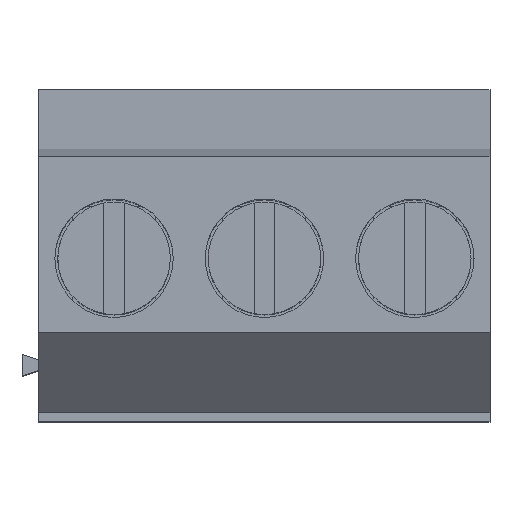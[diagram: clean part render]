
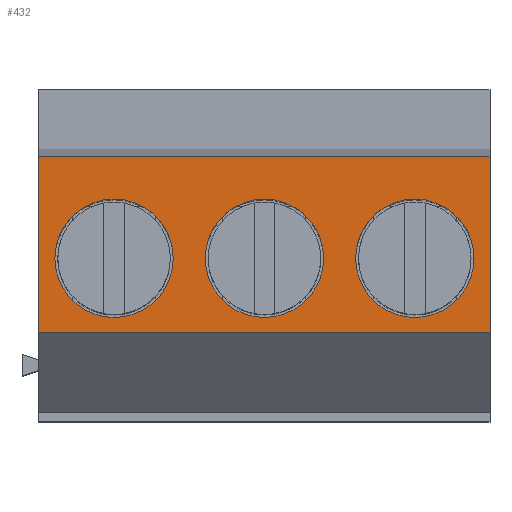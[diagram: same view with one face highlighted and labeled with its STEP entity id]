
A CAD part, top view. The second image highlights one B-rep face of the part: STEP entity #432.
In plain terms, the highlighted planar face has unit normal (0, 0, 1).
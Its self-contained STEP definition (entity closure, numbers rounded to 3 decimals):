
#22 = VERTEX_POINT('',#23);
#23 = CARTESIAN_POINT('',(-2.54,-2.283,18.));
#32 = PLANE('',#33);
#33 = AXIS2_PLACEMENT_3D('',#34,#35,#36);
#34 = CARTESIAN_POINT('',(-2.54,0.317,9.));
#35 = DIRECTION('',(1.,0.,0.));
#36 = DIRECTION('',(0.,0.,1.));
#44 = PLANE('',#45);
#45 = AXIS2_PLACEMENT_3D('',#46,#47,#48);
#46 = CARTESIAN_POINT('',(-2.54,-2.283,18.));
#47 = DIRECTION('',(0.,0.917,-0.399));
#48 = DIRECTION('',(0.,-0.399,-0.917));
#304 = VERTEX_POINT('',#305);
#305 = CARTESIAN_POINT('',(-2.54,3.644,18.));
#319 = PLANE('',#320);
#320 = AXIS2_PLACEMENT_3D('',#321,#322,#323);
#321 = CARTESIAN_POINT('',(-2.54,3.644,18.));
#322 = DIRECTION('',(0.,0.999,0.034));
#323 = DIRECTION('',(0.,0.034,-0.999));
#331 = EDGE_CURVE('',#304,#22,#332,.T.);
#332 = SURFACE_CURVE('',#333,(#337,#344),.PCURVE_S1.);
#333 = LINE('',#334,#335);
#334 = CARTESIAN_POINT('',(-2.54,5.917,18.));
#335 = VECTOR('',#336,1.);
#336 = DIRECTION('',(0.,-1.,0.));
#337 = PCURVE('',#32,#338);
#338 = DEFINITIONAL_REPRESENTATION('',(#339),#343);
#339 = LINE('',#340,#341);
#340 = CARTESIAN_POINT('',(9.,-5.6));
#341 = VECTOR('',#342,1.);
#342 = DIRECTION('',(0.,1.));
#343 = ( GEOMETRIC_REPRESENTATION_CONTEXT(2)
PARAMETRIC_REPRESENTATION_CONTEXT() REPRESENTATION_CONTEXT('2D SPACE',''
) );
#344 = PCURVE('',#345,#350);
#345 = PLANE('',#346);
#346 = AXIS2_PLACEMENT_3D('',#347,#348,#349);
#347 = CARTESIAN_POINT('',(-2.54,5.917,18.));
#348 = DIRECTION('',(0.,0.,-1.));
#349 = DIRECTION('',(0.,-1.,0.));
#350 = DEFINITIONAL_REPRESENTATION('',(#351),#355);
#351 = LINE('',#352,#353);
#352 = CARTESIAN_POINT('',(0.,-0.));
#353 = VECTOR('',#354,1.);
#354 = DIRECTION('',(1.,0.));
#355 = ( GEOMETRIC_REPRESENTATION_CONTEXT(2)
PARAMETRIC_REPRESENTATION_CONTEXT() REPRESENTATION_CONTEXT('2D SPACE',''
) );
#360 = EDGE_CURVE('',#22,#361,#363,.T.);
#361 = VERTEX_POINT('',#362);
#362 = CARTESIAN_POINT('',(12.7,-2.283,18.));
#363 = SURFACE_CURVE('',#364,(#368,#375),.PCURVE_S1.);
#364 = LINE('',#365,#366);
#365 = CARTESIAN_POINT('',(-2.54,-2.283,18.));
#366 = VECTOR('',#367,1.);
#367 = DIRECTION('',(1.,0.,0.));
#368 = PCURVE('',#44,#369);
#369 = DEFINITIONAL_REPRESENTATION('',(#370),#374);
#370 = LINE('',#371,#372);
#371 = CARTESIAN_POINT('',(0.,0.));
#372 = VECTOR('',#373,1.);
#373 = DIRECTION('',(0.,-1.));
#374 = ( GEOMETRIC_REPRESENTATION_CONTEXT(2)
PARAMETRIC_REPRESENTATION_CONTEXT() REPRESENTATION_CONTEXT('2D SPACE',''
) );
#375 = PCURVE('',#345,#376);
#376 = DEFINITIONAL_REPRESENTATION('',(#377),#381);
#377 = LINE('',#378,#379);
#378 = CARTESIAN_POINT('',(8.2,0.));
#379 = VECTOR('',#380,1.);
#380 = DIRECTION('',(0.,-1.));
#381 = ( GEOMETRIC_REPRESENTATION_CONTEXT(2)
PARAMETRIC_REPRESENTATION_CONTEXT() REPRESENTATION_CONTEXT('2D SPACE',''
) );
#399 = PLANE('',#400);
#400 = AXIS2_PLACEMENT_3D('',#401,#402,#403);
#401 = CARTESIAN_POINT('',(12.7,0.317,9.));
#402 = DIRECTION('',(1.,0.,0.));
#403 = DIRECTION('',(0.,0.,1.));
#432 = ADVANCED_FACE('',(#433,#481,#516,#551),#345,.F.);
#433 = FACE_BOUND('',#434,.F.);
#434 = EDGE_LOOP('',(#435,#436,#459,#480));
#435 = ORIENTED_EDGE('',*,*,#331,.F.);
#436 = ORIENTED_EDGE('',*,*,#437,.T.);
#437 = EDGE_CURVE('',#304,#438,#440,.T.);
#438 = VERTEX_POINT('',#439);
#439 = CARTESIAN_POINT('',(12.7,3.644,18.));
#440 = SURFACE_CURVE('',#441,(#445,#452),.PCURVE_S1.);
#441 = LINE('',#442,#443);
#442 = CARTESIAN_POINT('',(-2.54,3.644,18.));
#443 = VECTOR('',#444,1.);
#444 = DIRECTION('',(1.,0.,0.));
#445 = PCURVE('',#345,#446);
#446 = DEFINITIONAL_REPRESENTATION('',(#447),#451);
#447 = LINE('',#448,#449);
#448 = CARTESIAN_POINT('',(2.273,0.));
#449 = VECTOR('',#450,1.);
#450 = DIRECTION('',(0.,-1.));
#451 = ( GEOMETRIC_REPRESENTATION_CONTEXT(2)
PARAMETRIC_REPRESENTATION_CONTEXT() REPRESENTATION_CONTEXT('2D SPACE',''
) );
#452 = PCURVE('',#319,#453);
#453 = DEFINITIONAL_REPRESENTATION('',(#454),#458);
#454 = LINE('',#455,#456);
#455 = CARTESIAN_POINT('',(0.,0.));
#456 = VECTOR('',#457,1.);
#457 = DIRECTION('',(0.,-1.));
#458 = ( GEOMETRIC_REPRESENTATION_CONTEXT(2)
PARAMETRIC_REPRESENTATION_CONTEXT() REPRESENTATION_CONTEXT('2D SPACE',''
) );
#459 = ORIENTED_EDGE('',*,*,#460,.T.);
#460 = EDGE_CURVE('',#438,#361,#461,.T.);
#461 = SURFACE_CURVE('',#462,(#466,#473),.PCURVE_S1.);
#462 = LINE('',#463,#464);
#463 = CARTESIAN_POINT('',(12.7,5.917,18.));
#464 = VECTOR('',#465,1.);
#465 = DIRECTION('',(0.,-1.,0.));
#466 = PCURVE('',#345,#467);
#467 = DEFINITIONAL_REPRESENTATION('',(#468),#472);
#468 = LINE('',#469,#470);
#469 = CARTESIAN_POINT('',(0.,-15.24));
#470 = VECTOR('',#471,1.);
#471 = DIRECTION('',(1.,0.));
#472 = ( GEOMETRIC_REPRESENTATION_CONTEXT(2)
PARAMETRIC_REPRESENTATION_CONTEXT() REPRESENTATION_CONTEXT('2D SPACE',''
) );
#473 = PCURVE('',#399,#474);
#474 = DEFINITIONAL_REPRESENTATION('',(#475),#479);
#475 = LINE('',#476,#477);
#476 = CARTESIAN_POINT('',(9.,-5.6));
#477 = VECTOR('',#478,1.);
#478 = DIRECTION('',(0.,1.));
#479 = ( GEOMETRIC_REPRESENTATION_CONTEXT(2)
PARAMETRIC_REPRESENTATION_CONTEXT() REPRESENTATION_CONTEXT('2D SPACE',''
) );
#480 = ORIENTED_EDGE('',*,*,#360,.F.);
#481 = FACE_BOUND('',#482,.F.);
#482 = EDGE_LOOP('',(#483));
#483 = ORIENTED_EDGE('',*,*,#484,.T.);
#484 = EDGE_CURVE('',#485,#485,#487,.T.);
#485 = VERTEX_POINT('',#486);
#486 = CARTESIAN_POINT('',(7.08,0.217,18.));
#487 = SURFACE_CURVE('',#488,(#493,#504),.PCURVE_S1.);
#488 = CIRCLE('',#489,2.);
#489 = AXIS2_PLACEMENT_3D('',#490,#491,#492);
#490 = CARTESIAN_POINT('',(5.08,0.217,18.));
#491 = DIRECTION('',(0.,0.,1.));
#492 = DIRECTION('',(1.,0.,0.));
#493 = PCURVE('',#345,#494);
#494 = DEFINITIONAL_REPRESENTATION('',(#495),#503);
#495 = ( BOUNDED_CURVE() B_SPLINE_CURVE(2,(#496,#497,#498,#499,#500,#501
,#502),.UNSPECIFIED.,.T.,.F.) B_SPLINE_CURVE_WITH_KNOTS((1,2,2,2,2,1),(
-2.094,0.,2.094,4.189,6.283,
8.378),.UNSPECIFIED.) CURVE() GEOMETRIC_REPRESENTATION_ITEM()
RATIONAL_B_SPLINE_CURVE((1.,0.5,1.,0.5,1.,0.5,1.)) REPRESENTATION_ITEM(
'') );
#496 = CARTESIAN_POINT('',(5.7,-9.62));
#497 = CARTESIAN_POINT('',(2.236,-9.62));
#498 = CARTESIAN_POINT('',(3.968,-6.62));
#499 = CARTESIAN_POINT('',(5.7,-3.62));
#500 = CARTESIAN_POINT('',(7.432,-6.62));
#501 = CARTESIAN_POINT('',(9.164,-9.62));
#502 = CARTESIAN_POINT('',(5.7,-9.62));
#503 = ( GEOMETRIC_REPRESENTATION_CONTEXT(2)
PARAMETRIC_REPRESENTATION_CONTEXT() REPRESENTATION_CONTEXT('2D SPACE',''
) );
#504 = PCURVE('',#505,#510);
#505 = CYLINDRICAL_SURFACE('',#506,2.);
#506 = AXIS2_PLACEMENT_3D('',#507,#508,#509);
#507 = CARTESIAN_POINT('',(5.08,0.217,18.));
#508 = DIRECTION('',(0.,0.,1.));
#509 = DIRECTION('',(1.,0.,0.));
#510 = DEFINITIONAL_REPRESENTATION('',(#511),#515);
#511 = LINE('',#512,#513);
#512 = CARTESIAN_POINT('',(0.,0.));
#513 = VECTOR('',#514,1.);
#514 = DIRECTION('',(1.,0.));
#515 = ( GEOMETRIC_REPRESENTATION_CONTEXT(2)
PARAMETRIC_REPRESENTATION_CONTEXT() REPRESENTATION_CONTEXT('2D SPACE',''
) );
#516 = FACE_BOUND('',#517,.F.);
#517 = EDGE_LOOP('',(#518));
#518 = ORIENTED_EDGE('',*,*,#519,.T.);
#519 = EDGE_CURVE('',#520,#520,#522,.T.);
#520 = VERTEX_POINT('',#521);
#521 = CARTESIAN_POINT('',(2.,0.217,18.));
#522 = SURFACE_CURVE('',#523,(#528,#539),.PCURVE_S1.);
#523 = CIRCLE('',#524,2.);
#524 = AXIS2_PLACEMENT_3D('',#525,#526,#527);
#525 = CARTESIAN_POINT('',(0.,0.217,18.));
#526 = DIRECTION('',(0.,0.,1.));
#527 = DIRECTION('',(1.,0.,0.));
#528 = PCURVE('',#345,#529);
#529 = DEFINITIONAL_REPRESENTATION('',(#530),#538);
#530 = ( BOUNDED_CURVE() B_SPLINE_CURVE(2,(#531,#532,#533,#534,#535,#536
,#537),.UNSPECIFIED.,.T.,.F.) B_SPLINE_CURVE_WITH_KNOTS((1,2,2,2,2,1),(
-2.094,0.,2.094,4.189,6.283,
8.378),.UNSPECIFIED.) CURVE() GEOMETRIC_REPRESENTATION_ITEM()
RATIONAL_B_SPLINE_CURVE((1.,0.5,1.,0.5,1.,0.5,1.)) REPRESENTATION_ITEM(
'') );
#531 = CARTESIAN_POINT('',(5.7,-4.54));
#532 = CARTESIAN_POINT('',(2.236,-4.54));
#533 = CARTESIAN_POINT('',(3.968,-1.54));
#534 = CARTESIAN_POINT('',(5.7,1.46));
#535 = CARTESIAN_POINT('',(7.432,-1.54));
#536 = CARTESIAN_POINT('',(9.164,-4.54));
#537 = CARTESIAN_POINT('',(5.7,-4.54));
#538 = ( GEOMETRIC_REPRESENTATION_CONTEXT(2)
PARAMETRIC_REPRESENTATION_CONTEXT() REPRESENTATION_CONTEXT('2D SPACE',''
) );
#539 = PCURVE('',#540,#545);
#540 = CYLINDRICAL_SURFACE('',#541,2.);
#541 = AXIS2_PLACEMENT_3D('',#542,#543,#544);
#542 = CARTESIAN_POINT('',(0.,0.217,18.));
#543 = DIRECTION('',(0.,0.,1.));
#544 = DIRECTION('',(1.,0.,0.));
#545 = DEFINITIONAL_REPRESENTATION('',(#546),#550);
#546 = LINE('',#547,#548);
#547 = CARTESIAN_POINT('',(0.,0.));
#548 = VECTOR('',#549,1.);
#549 = DIRECTION('',(1.,0.));
#550 = ( GEOMETRIC_REPRESENTATION_CONTEXT(2)
PARAMETRIC_REPRESENTATION_CONTEXT() REPRESENTATION_CONTEXT('2D SPACE',''
) );
#551 = FACE_BOUND('',#552,.F.);
#552 = EDGE_LOOP('',(#553));
#553 = ORIENTED_EDGE('',*,*,#554,.T.);
#554 = EDGE_CURVE('',#555,#555,#557,.T.);
#555 = VERTEX_POINT('',#556);
#556 = CARTESIAN_POINT('',(12.16,0.217,18.));
#557 = SURFACE_CURVE('',#558,(#563,#574),.PCURVE_S1.);
#558 = CIRCLE('',#559,2.);
#559 = AXIS2_PLACEMENT_3D('',#560,#561,#562);
#560 = CARTESIAN_POINT('',(10.16,0.217,18.));
#561 = DIRECTION('',(0.,0.,1.));
#562 = DIRECTION('',(1.,0.,0.));
#563 = PCURVE('',#345,#564);
#564 = DEFINITIONAL_REPRESENTATION('',(#565),#573);
#565 = ( BOUNDED_CURVE() B_SPLINE_CURVE(2,(#566,#567,#568,#569,#570,#571
,#572),.UNSPECIFIED.,.T.,.F.) B_SPLINE_CURVE_WITH_KNOTS((1,2,2,2,2,1),(
-2.094,0.,2.094,4.189,6.283,
8.378),.UNSPECIFIED.) CURVE() GEOMETRIC_REPRESENTATION_ITEM()
RATIONAL_B_SPLINE_CURVE((1.,0.5,1.,0.5,1.,0.5,1.)) REPRESENTATION_ITEM(
'') );
#566 = CARTESIAN_POINT('',(5.7,-14.7));
#567 = CARTESIAN_POINT('',(2.236,-14.7));
#568 = CARTESIAN_POINT('',(3.968,-11.7));
#569 = CARTESIAN_POINT('',(5.7,-8.7));
#570 = CARTESIAN_POINT('',(7.432,-11.7));
#571 = CARTESIAN_POINT('',(9.164,-14.7));
#572 = CARTESIAN_POINT('',(5.7,-14.7));
#573 = ( GEOMETRIC_REPRESENTATION_CONTEXT(2)
PARAMETRIC_REPRESENTATION_CONTEXT() REPRESENTATION_CONTEXT('2D SPACE',''
) );
#574 = PCURVE('',#575,#580);
#575 = CYLINDRICAL_SURFACE('',#576,2.);
#576 = AXIS2_PLACEMENT_3D('',#577,#578,#579);
#577 = CARTESIAN_POINT('',(10.16,0.217,18.));
#578 = DIRECTION('',(0.,0.,1.));
#579 = DIRECTION('',(1.,0.,0.));
#580 = DEFINITIONAL_REPRESENTATION('',(#581),#585);
#581 = LINE('',#582,#583);
#582 = CARTESIAN_POINT('',(0.,0.));
#583 = VECTOR('',#584,1.);
#584 = DIRECTION('',(1.,0.));
#585 = ( GEOMETRIC_REPRESENTATION_CONTEXT(2)
PARAMETRIC_REPRESENTATION_CONTEXT() REPRESENTATION_CONTEXT('2D SPACE',''
) );
